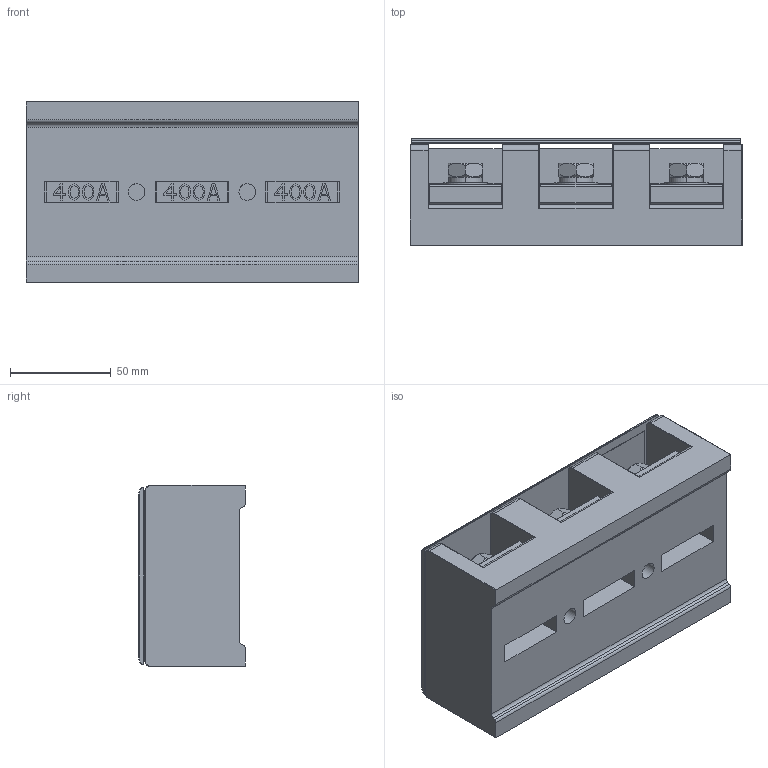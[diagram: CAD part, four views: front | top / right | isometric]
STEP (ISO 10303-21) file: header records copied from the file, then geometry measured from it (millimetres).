
FILE_DESCRIPTION((''),'2;1');
FILE_NAME('5YB574322_SW0001','2023-07-15T',('Administrator'),(''),'PRO/ENGINEER BY PARAMETRIC TECHNOLOGY CORPORATION, 2013230','PRO/ENGINEER BY PARAMETRIC TECHNOLOGY CORPORATION, 2013230','');
FILE_SCHEMA(('CONFIG_CONTROL_DESIGN'));
Products named in the file (1): 5YB574322_SW0001
Bounding box: 165 x 53 x 90 mm (x, y, z)
Volume: 532692 mm3; surface area: 121902.3 mm2
Topology: 1 solids, 1 shells, 1957 faces, 5404 edges, 3568 vertices
Faces by surface type: plane 1592, cylinder 257, torus 48, cone 48, sphere 12
Entity records: 63565 total; most frequent: CARTESIAN_POINT 13736, ORIENTED_EDGE 10760, DIRECTION 9511, EDGE_CURVE 5380, VECTOR 4533, LINE 4533, VERTEX_POINT 3568, AXIS2_PLACEMENT_3D 2489
